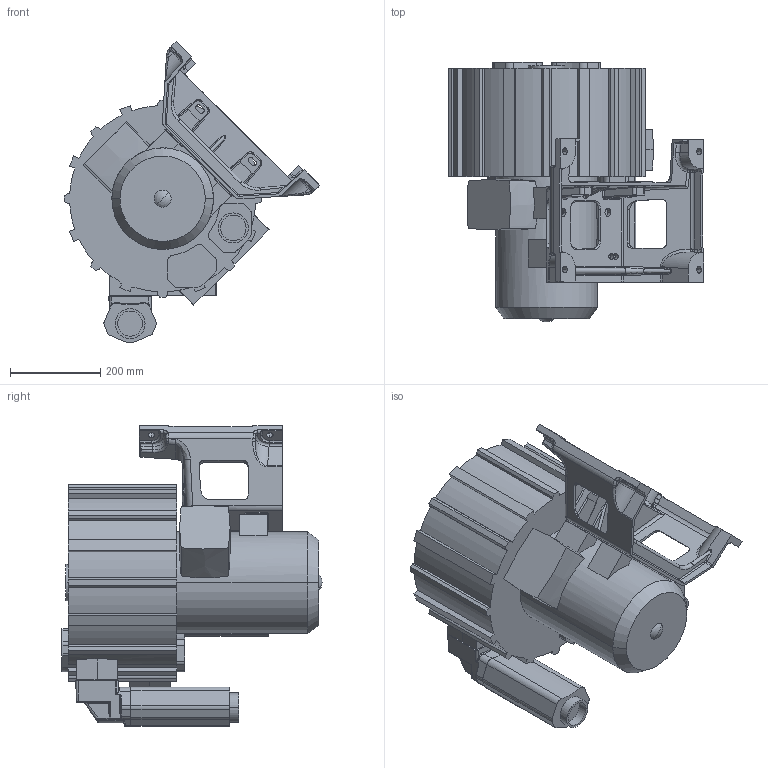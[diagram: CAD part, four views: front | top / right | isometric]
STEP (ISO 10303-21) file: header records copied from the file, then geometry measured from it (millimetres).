
FILE_DESCRIPTION((''),'2;1');
FILE_NAME('3RB250-2AAQ37','2025-02-19T',('Administrator'),(''),'PRO/ENGINEER BY PARAMETRIC TECHNOLOGY CORPORATION, 2007090','PRO/ENGINEER BY PARAMETRIC TECHNOLOGY CORPORATION, 2007090','');
FILE_SCHEMA(('AUTOMOTIVE_DESIGN_CC2 { 1 2 10303 214 -1 1 5 2 }'));
Length unit declared in the file: millimetre
Products named in the file (1): 3RB250-2AAQ37
Bounding box: 565.9 x 575.6 x 666.15 mm (x, y, z)
Volume: 53088545.3 mm3; surface area: 1572244.2 mm2
Topology: 2 solids, 8 shells, 877 faces, 2317 edges, 1457 vertices
Faces by surface type: cylinder 350, plane 330, bspline 162, sphere 12, torus 11, cone 8, extrusion 4
Entity records: 36261 total; most frequent: CARTESIAN_POINT 15663, ORIENTED_EDGE 4614, DIRECTION 3877, EDGE_CURVE 2307, VERTEX_POINT 1457, AXIS2_PLACEMENT_3D 1351, VECTOR 1175, LINE 1171
